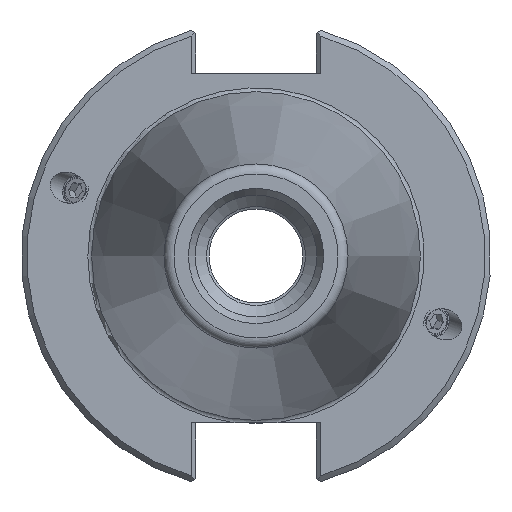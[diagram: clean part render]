
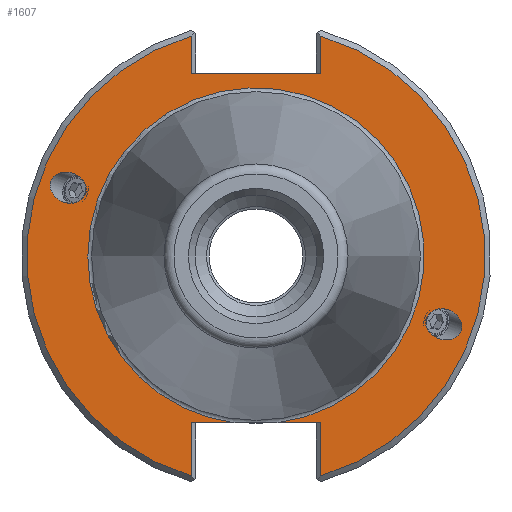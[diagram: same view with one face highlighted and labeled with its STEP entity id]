
A CAD part, left-side view. The second image highlights one B-rep face of the part: STEP entity #1607.
In plain terms, the highlighted planar face has unit normal (-1, 0, 0).
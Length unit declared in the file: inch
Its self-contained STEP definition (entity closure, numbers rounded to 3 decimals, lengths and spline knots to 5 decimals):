
#508=CARTESIAN_POINT('',(0.125,-0.90631,-0.32987));
#509=VERTEX_POINT('',#508);
#510=CARTESIAN_POINT('',(0.125,-0.99889,-0.36357));
#511=DIRECTION('',(1.0,0.0,0.0));
#512=DIRECTION('',(0.0,-0.94,-0.342));
#513=AXIS2_PLACEMENT_3D('',#510,#511,#512);
#514=ELLIPSE('',#513,0.09853,0.08071);
#515=EDGE_CURVE('',#509,#509,#514,.T.);
#588=CARTESIAN_POINT('',(0.125,0.90631,0.32987));
#589=VERTEX_POINT('',#588);
#590=CARTESIAN_POINT('',(0.125,0.99889,0.36357));
#591=DIRECTION('',(1.0,0.0,0.0));
#592=DIRECTION('',(0.0,0.94,0.342));
#593=AXIS2_PLACEMENT_3D('',#590,#591,#592);
#594=ELLIPSE('',#593,0.09853,0.08071);
#595=EDGE_CURVE('',#589,#589,#594,.T.);
#890=CARTESIAN_POINT('',(0.125,-0.345,-0.888));
#891=VERTEX_POINT('',#890);
#898=CARTESIAN_POINT('',(0.125,-0.11172,-0.888));
#899=VERTEX_POINT('',#898);
#900=CARTESIAN_POINT('',(0.125,-0.345,-0.888));
#901=DIRECTION('',(0.0,1.0,0.0));
#902=VECTOR('',#901,0.23328);
#903=LINE('',#900,#902);
#904=EDGE_CURVE('',#891,#899,#903,.T.);
#906=CARTESIAN_POINT('',(0.125,0.11172,-0.888));
#907=VERTEX_POINT('',#906);
#922=CARTESIAN_POINT('',(0.125,0.345,-0.888));
#923=VERTEX_POINT('',#922);
#924=CARTESIAN_POINT('',(0.125,0.11172,-0.888));
#925=DIRECTION('',(0.0,1.0,0.0));
#926=VECTOR('',#925,0.23328);
#927=LINE('',#924,#926);
#928=EDGE_CURVE('',#907,#923,#927,.T.);
#1117=CARTESIAN_POINT('',(0.125,0.345,0.972));
#1118=VERTEX_POINT('',#1117);
#1125=CARTESIAN_POINT('',(0.125,-0.345,0.972));
#1126=VERTEX_POINT('',#1125);
#1127=CARTESIAN_POINT('',(0.125,0.345,0.972));
#1128=DIRECTION('',(0.0,-1.0,0.0));
#1129=VECTOR('',#1128,0.69);
#1130=LINE('',#1127,#1129);
#1131=EDGE_CURVE('',#1118,#1126,#1130,.T.);
#1523=CARTESIAN_POINT('',(0.125,0.0,0.0));
#1524=DIRECTION('',(-1.0,0.0,0.0));
#1525=DIRECTION('',(0.0,-1.0,0.0));
#1526=AXIS2_PLACEMENT_3D('',#1523,#1524,#1525);
#1527=CIRCLE('',#1526,0.895);
#1528=EDGE_CURVE('',#899,#907,#1527,.T.);
#1544=CARTESIAN_POINT('',(0.125,1.0625,0.0));
#1545=DIRECTION('',(-1.0,0.0,0.0));
#1546=DIRECTION('',(0.0,0.0,1.0));
#1547=AXIS2_PLACEMENT_3D('',#1544,#1545,#1546);
#1548=PLANE('',#1547);
#1549=ORIENTED_EDGE('',*,*,#1528,.F.);
#1550=ORIENTED_EDGE('',*,*,#904,.F.);
#1551=CARTESIAN_POINT('',(0.125,-0.345,-1.1702));
#1552=VERTEX_POINT('',#1551);
#1553=CARTESIAN_POINT('',(0.125,-0.345,-1.1702));
#1554=DIRECTION('',(0.0,0.0,1.0));
#1555=VECTOR('',#1554,0.2822);
#1556=LINE('',#1553,#1555);
#1557=EDGE_CURVE('',#1552,#891,#1556,.T.);
#1558=ORIENTED_EDGE('',*,*,#1557,.F.);
#1559=CARTESIAN_POINT('',(0.125,-0.345,1.1702));
#1560=VERTEX_POINT('',#1559);
#1561=CARTESIAN_POINT('',(0.125,0.0,0.0));
#1562=DIRECTION('',(1.0,0.0,0.0));
#1563=DIRECTION('',(0.0,-1.0,0.0));
#1564=AXIS2_PLACEMENT_3D('',#1561,#1562,#1563);
#1565=CIRCLE('',#1564,1.22);
#1566=EDGE_CURVE('',#1560,#1552,#1565,.T.);
#1567=ORIENTED_EDGE('',*,*,#1566,.F.);
#1568=CARTESIAN_POINT('',(0.125,-0.345,0.972));
#1569=DIRECTION('',(0.0,0.0,1.0));
#1570=VECTOR('',#1569,0.1982);
#1571=LINE('',#1568,#1570);
#1572=EDGE_CURVE('',#1126,#1560,#1571,.T.);
#1573=ORIENTED_EDGE('',*,*,#1572,.F.);
#1574=ORIENTED_EDGE('',*,*,#1131,.F.);
#1575=CARTESIAN_POINT('',(0.125,0.345,1.1702));
#1576=VERTEX_POINT('',#1575);
#1577=CARTESIAN_POINT('',(0.125,0.345,1.1702));
#1578=DIRECTION('',(0.0,0.0,-1.0));
#1579=VECTOR('',#1578,0.1982);
#1580=LINE('',#1577,#1579);
#1581=EDGE_CURVE('',#1576,#1118,#1580,.T.);
#1582=ORIENTED_EDGE('',*,*,#1581,.F.);
#1583=CARTESIAN_POINT('',(0.125,0.345,-1.1702));
#1584=VERTEX_POINT('',#1583);
#1585=CARTESIAN_POINT('',(0.125,0.0,0.0));
#1586=DIRECTION('',(1.0,0.0,0.0));
#1587=DIRECTION('',(0.0,1.0,0.0));
#1588=AXIS2_PLACEMENT_3D('',#1585,#1586,#1587);
#1589=CIRCLE('',#1588,1.22);
#1590=EDGE_CURVE('',#1584,#1576,#1589,.T.);
#1591=ORIENTED_EDGE('',*,*,#1590,.F.);
#1592=CARTESIAN_POINT('',(0.125,0.345,-0.888));
#1593=DIRECTION('',(0.0,0.0,-1.0));
#1594=VECTOR('',#1593,0.2822);
#1595=LINE('',#1592,#1594);
#1596=EDGE_CURVE('',#923,#1584,#1595,.T.);
#1597=ORIENTED_EDGE('',*,*,#1596,.F.);
#1598=ORIENTED_EDGE('',*,*,#928,.F.);
#1599=EDGE_LOOP('',(#1549,#1550,#1558,#1567,#1573,#1574,#1582,#1591,#1597,#1598));
#1600=FACE_OUTER_BOUND('',#1599,.T.);
#1601=ORIENTED_EDGE('',*,*,#515,.T.);
#1602=EDGE_LOOP('',(#1601));
#1603=FACE_BOUND('',#1602,.T.);
#1604=ORIENTED_EDGE('',*,*,#595,.T.);
#1605=EDGE_LOOP('',(#1604));
#1606=FACE_BOUND('',#1605,.T.);
#1607=ADVANCED_FACE('',(#1600,#1603,#1606),#1548,.T.);
